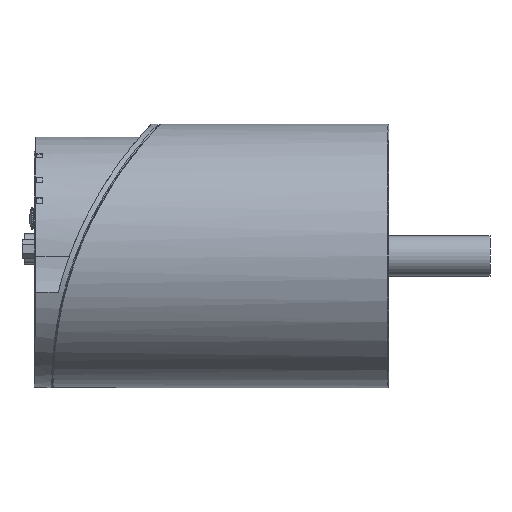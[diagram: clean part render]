
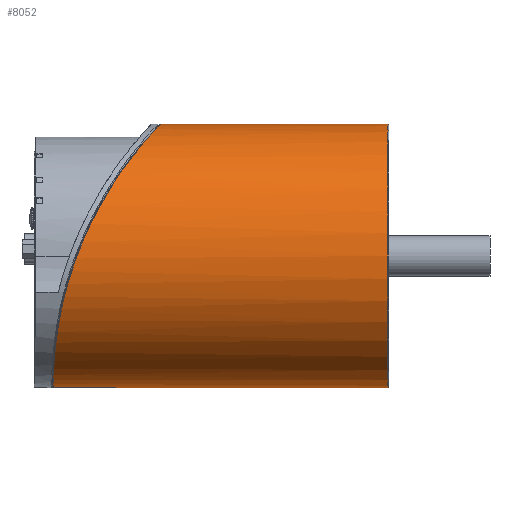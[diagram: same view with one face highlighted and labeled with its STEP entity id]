
A CAD part, left-side view. The second image highlights one B-rep face of the part: STEP entity #8052.
In plain terms, the highlighted cylindrical face has radius 41 mm (diameter 82 mm), a full revolution.
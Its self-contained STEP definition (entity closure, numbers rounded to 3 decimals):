
#1490=B_SPLINE_CURVE_WITH_KNOTS('',3,(#13311,#13312,#13313,#13314,#13315,
#13316,#13317,#13318,#13319,#13320,#13321,#13322,#13323,#13324,#13325,#13326,
#13327,#13328,#13329,#13330,#13331,#13332,#13333,#13334,#13335,#13336,#13337,
#13338,#13339,#13340,#13341,#13342,#13343,#13344),.UNSPECIFIED.,.T.,.F.,
(4,1,1,1,1,1,1,1,1,1,1,1,1,1,1,1,1,1,1,1,1,1,1,1,1,1,1,1,1,1,1,4),(-26.603,
-26.128,-25.653,-25.178,-24.703,
-23.753,-22.803,-22.169,-21.536,
-20.269,-19.636,-19.002,-17.735,
-16.469,-15.202,-13.935,-12.668,
-11.401,-10.135,-8.868,-7.601,
-6.967,-6.334,-5.067,-4.434,
-3.8,-2.85,-1.9,-1.425,
-0.95,-0.475,0.),
 .UNSPECIFIED.);
#1789=FACE_BOUND('',#2548,.T.);
#2046=FACE_OUTER_BOUND('',#2547,.T.);
#2547=EDGE_LOOP('',(#5802));
#2548=EDGE_LOOP('',(#5803));
#3053=CIRCLE('',#8669,41.);
#3492=VERTEX_POINT('',#13307);
#3493=VERTEX_POINT('',#13310);
#4355=EDGE_CURVE('',#3492,#3492,#3053,.T.);
#4356=EDGE_CURVE('',#3493,#3493,#1490,.T.);
#5802=ORIENTED_EDGE('',*,*,#4356,.F.);
#5803=ORIENTED_EDGE('',*,*,#4355,.F.);
#7317=CYLINDRICAL_SURFACE('',#8670,41.);
#8052=ADVANCED_FACE('',(#2046,#1789),#7317,.T.);
#8669=AXIS2_PLACEMENT_3D('',#13308,#9987,#9988);
#8670=AXIS2_PLACEMENT_3D('',#13309,#9989,#9990);
#9987=DIRECTION('center_axis',(0.,-1.,0.));
#9988=DIRECTION('ref_axis',(-1.,0.,0.));
#9989=DIRECTION('center_axis',(0.,-1.,0.));
#9990=DIRECTION('ref_axis',(-1.,0.,0.));
#13307=CARTESIAN_POINT('',(41.,-68.6,0.));
#13308=CARTESIAN_POINT('Origin',(0.,-68.6,
0.));
#13309=CARTESIAN_POINT('Origin',(0.,40.8,
0.));
#13310=CARTESIAN_POINT('',(0.,2.167,41.));
#13311=CARTESIAN_POINT('Ctrl Pts',(0.,2.167,
41.));
#13312=CARTESIAN_POINT('Ctrl Pts',(1.056,2.167,41.));
#13313=CARTESIAN_POINT('Ctrl Pts',(3.187,2.247,40.918));
#13314=CARTESIAN_POINT('Ctrl Pts',(6.597,2.632,40.522));
#13315=CARTESIAN_POINT('Ctrl Pts',(10.654,3.442,39.679));
#13316=CARTESIAN_POINT('Ctrl Pts',(16.678,5.294,37.695));
#13317=CARTESIAN_POINT('Ctrl Pts',(23.855,8.718,33.825));
#13318=CARTESIAN_POINT('Ctrl Pts',(30.337,13.255,27.976));
#13319=CARTESIAN_POINT('Ctrl Pts',(34.786,17.282,22.001));
#13320=CARTESIAN_POINT('Ctrl Pts',(38.589,21.583,14.817));
#13321=CARTESIAN_POINT('Ctrl Pts',(40.685,25.327,7.252));
#13322=CARTESIAN_POINT('Ctrl Pts',(41.144,28.484,-0.697));
#13323=CARTESIAN_POINT('Ctrl Pts',(40.4,31.22,-8.866));
#13324=CARTESIAN_POINT('Ctrl Pts',(37.12,33.67,-18.921));
#13325=CARTESIAN_POINT('Ctrl Pts',(29.505,35.13,-29.441));
#13326=CARTESIAN_POINT('Ctrl Pts',(18.939,35.573,-37.133));
#13327=CARTESIAN_POINT('Ctrl Pts',(6.527,35.598,-41.167));
#13328=CARTESIAN_POINT('Ctrl Pts',(-6.528,35.598,-41.167));
#13329=CARTESIAN_POINT('Ctrl Pts',(-18.938,35.573,-37.133));
#13330=CARTESIAN_POINT('Ctrl Pts',(-29.507,35.13,-29.44));
#13331=CARTESIAN_POINT('Ctrl Pts',(-37.118,33.67,-18.923));
#13332=CARTESIAN_POINT('Ctrl Pts',(-40.401,31.221,-8.866));
#13333=CARTESIAN_POINT('Ctrl Pts',(-41.144,28.484,-0.697));
#13334=CARTESIAN_POINT('Ctrl Pts',(-40.685,25.327,7.252));
#13335=CARTESIAN_POINT('Ctrl Pts',(-38.588,21.583,14.817));
#13336=CARTESIAN_POINT('Ctrl Pts',(-34.786,17.282,22.001));
#13337=CARTESIAN_POINT('Ctrl Pts',(-30.337,13.255,27.976));
#13338=CARTESIAN_POINT('Ctrl Pts',(-23.855,8.718,33.825));
#13339=CARTESIAN_POINT('Ctrl Pts',(-16.678,5.294,37.695));
#13340=CARTESIAN_POINT('Ctrl Pts',(-10.654,3.442,39.679));
#13341=CARTESIAN_POINT('Ctrl Pts',(-6.597,2.632,40.522));
#13342=CARTESIAN_POINT('Ctrl Pts',(-3.187,2.247,40.918));
#13343=CARTESIAN_POINT('Ctrl Pts',(-1.056,2.167,41.));
#13344=CARTESIAN_POINT('Ctrl Pts',(0.,2.167,
41.));
